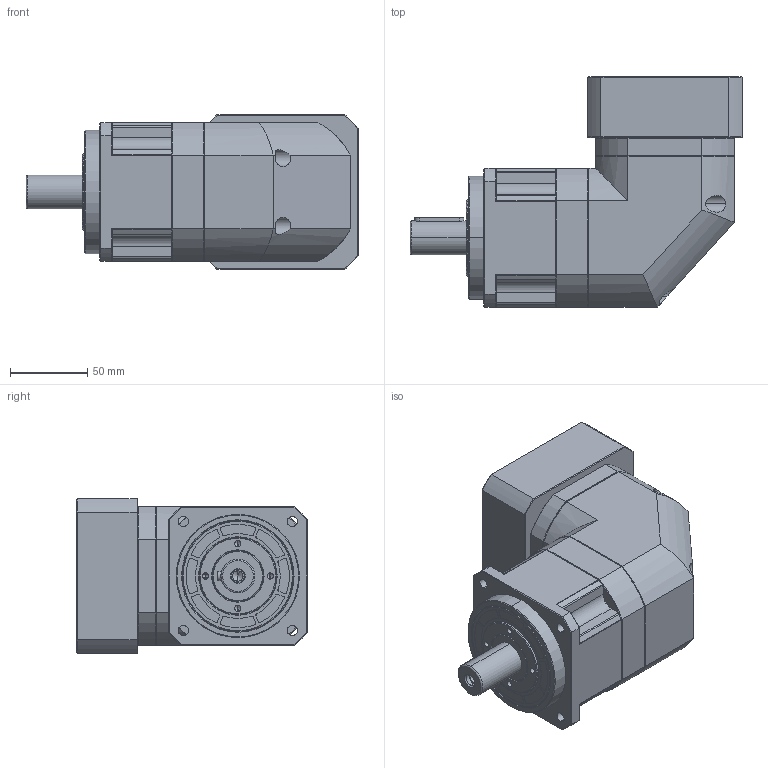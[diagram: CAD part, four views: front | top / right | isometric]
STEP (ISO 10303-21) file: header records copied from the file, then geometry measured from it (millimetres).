
FILE_DESCRIPTION((''),'2;1');
FILE_NAME('TMR090-L1-S2-P2-F-0007_ASM','2024-06-11T10:33:01',('mayn'),(''),'CREO PARAMETRIC BY PTC INC, 2020053','CREO PARAMETRIC BY PTC INC, 2020053','');
FILE_SCHEMA(('CONFIG_CONTROL_DESIGN'));
Length unit declared in the file: millimetre
Products named in the file (19): HEXAGON_SOCKET_HEAD_CAP_S-15030; HEXAGON_SOCKET_HEAD_CAP_SC-4404; TMR900004; SPRING_LOCK_WASHERS--NORM-14923; HEXAGON_SOCKET_HEAD_CAP_S-14980; SPRING_LOCK_WASHERS--NORMA-4459; TMR900001; HEX_SOCKET_SET_SCREWS_WITH_FLAT; TMR900002; HEXAGON_SOCKET_HEAD_CAP_S-25556; 40X50X500; TMR900003; AKB90_D95-M8-115F10001; TMR90190001; __10001; 500; _KB900001_ASM; TMR90L1-95-19-45-M0001_ASM; TMR090-L1-S2-P2-F-0007_ASM
Assembly tree (44 placements, depth 4):
  TMR090-L1-S2-P2-F-0007_ASM
    TMR90L1-95-19-45-M0001_ASM
      HEXAGON_SOCKET_HEAD_CAP_S-15030  x6
      HEXAGON_SOCKET_HEAD_CAP_SC-4404  x6
      TMR900004
      SPRING_LOCK_WASHERS--NORM-14923  x12
      HEXAGON_SOCKET_HEAD_CAP_S-14980  x3
      SPRING_LOCK_WASHERS--NORMA-4459  x4
      TMR900001
      HEX_SOCKET_SET_SCREWS_WITH_FLAT
      TMR900002
      HEXAGON_SOCKET_HEAD_CAP_S-25556
      40X50X500
      TMR900003
      AKB90_D95-M8-115F10001
      TMR90190001
      _KB900001_ASM
        __10001
        500
Bounding box: 215.5 x 149.5 x 100 mm (x, y, z)
Volume: 1403206 mm3; surface area: 224722.1 mm2
Topology: 42 solids, 42 shells, 1276 faces, 3141 edges, 1983 vertices
Faces by surface type: cylinder 542, plane 513, cone 173, torus 48
Entity records: 26803 total; most frequent: CARTESIAN_POINT 5131, DIRECTION 4905, ORIENTED_EDGE 4206, EDGE_CURVE 2103, AXIS2_PLACEMENT_3D 1997, VERTEX_POINT 1363, CIRCLE 1055, EDGE_LOOP 984
